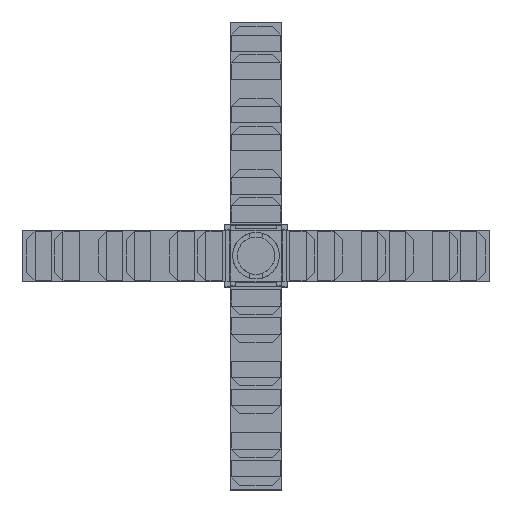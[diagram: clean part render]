
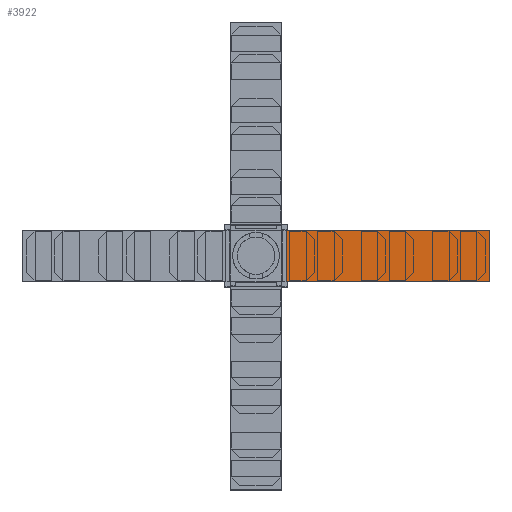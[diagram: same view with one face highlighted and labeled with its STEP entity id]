
A CAD part, top view. The second image highlights one B-rep face of the part: STEP entity #3922.
In plain terms, the highlighted face is planar.
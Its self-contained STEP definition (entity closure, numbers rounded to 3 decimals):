
#3803 = VERTEX_POINT('',#3804);
#3804 = CARTESIAN_POINT('',(0.,0.,0.));
#3821 = VERTEX_POINT('',#3822);
#3822 = CARTESIAN_POINT('',(82.6,0.,0.));
#3828 = EDGE_CURVE('',#3803,#3821,#3829,.T.);
#3829 = LINE('',#3830,#3831);
#3830 = CARTESIAN_POINT('',(0.,0.,0.));
#3831 = VECTOR('',#3832,1000.);
#3832 = DIRECTION('',(1.,0.,0.));
#3852 = VERTEX_POINT('',#3853);
#3853 = CARTESIAN_POINT('',(82.6,327.5,0.));
#3859 = EDGE_CURVE('',#3821,#3852,#3860,.T.);
#3860 = LINE('',#3861,#3862);
#3861 = CARTESIAN_POINT('',(82.6,0.,0.));
#3862 = VECTOR('',#3863,1000.);
#3863 = DIRECTION('',(0.,1.,0.));
#3883 = VERTEX_POINT('',#3884);
#3884 = CARTESIAN_POINT('',(0.,327.5,0.));
#3890 = EDGE_CURVE('',#3852,#3883,#3891,.T.);
#3891 = LINE('',#3892,#3893);
#3892 = CARTESIAN_POINT('',(82.6,327.5,0.));
#3893 = VECTOR('',#3894,1000.);
#3894 = DIRECTION('',(-1.,0.,0.));
#3912 = EDGE_CURVE('',#3883,#3803,#3913,.T.);
#3913 = LINE('',#3914,#3915);
#3914 = CARTESIAN_POINT('',(0.,327.5,0.));
#3915 = VECTOR('',#3916,1000.);
#3916 = DIRECTION('',(0.,-1.,0.));
#3922 = ADVANCED_FACE('',(#3923),#3929,.F.);
#3923 = FACE_BOUND('',#3924,.F.);
#3924 = EDGE_LOOP('',(#3925,#3926,#3927,#3928));
#3925 = ORIENTED_EDGE('',*,*,#3828,.T.);
#3926 = ORIENTED_EDGE('',*,*,#3859,.T.);
#3927 = ORIENTED_EDGE('',*,*,#3890,.T.);
#3928 = ORIENTED_EDGE('',*,*,#3912,.T.);
#3929 = PLANE('',#3930);
#3930 = AXIS2_PLACEMENT_3D('',#3931,#3932,#3933);
#3931 = CARTESIAN_POINT('',(41.3,163.75,0.));
#3932 = DIRECTION('',(0.,0.,1.));
#3933 = DIRECTION('',(1.,0.,-0.));
